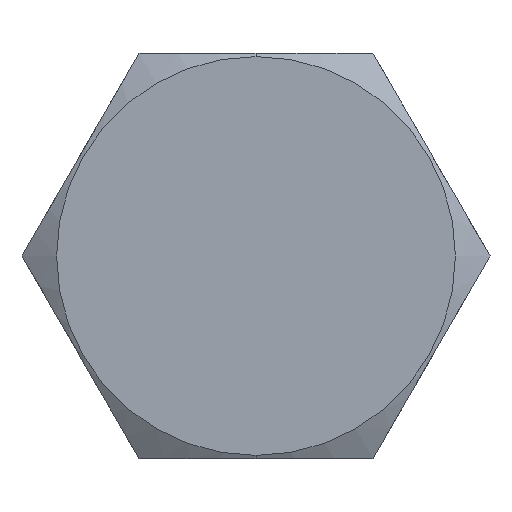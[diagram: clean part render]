
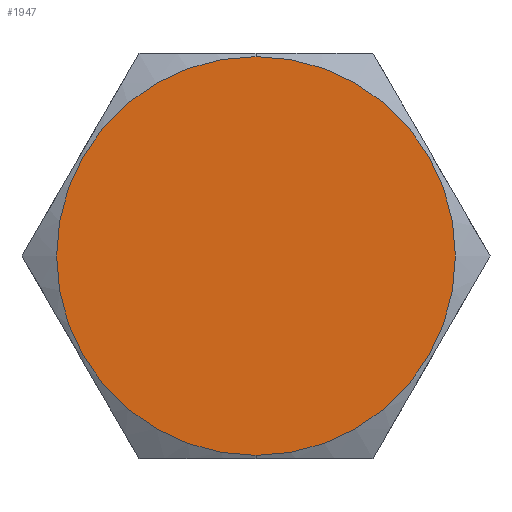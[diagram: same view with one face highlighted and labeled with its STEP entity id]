
A CAD part, left-side view. The second image highlights one B-rep face of the part: STEP entity #1947.
In plain terms, the highlighted planar face has unit normal (-1, 0, 0).
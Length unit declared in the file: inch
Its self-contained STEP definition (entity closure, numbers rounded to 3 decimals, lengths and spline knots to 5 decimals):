
#1102 = DIRECTION ( 'NONE',  ( -1., 0., 0. ) ) ;
#1139 = CARTESIAN_POINT ( 'NONE',  ( -0.625, 0., 0. ) ) ;
#1563 = PLANE ( 'NONE',  #3503 ) ;
#1692 = CARTESIAN_POINT ( 'NONE',  ( -0.625, 0., 0.615 ) ) ;
#1947 = ADVANCED_FACE ( 'NONE', ( #7558 ), #1563, .F. ) ;
#2717 = CIRCLE ( 'NONE', #6929, 0.615 ) ;
#3261 = CARTESIAN_POINT ( 'NONE',  ( -0.625, 0., 0. ) ) ;
#3453 = VERTEX_POINT ( 'NONE', #1692 ) ;
#3503 = AXIS2_PLACEMENT_3D ( 'NONE', #8298, #3938, #8383 ) ;
#3938 = DIRECTION ( 'NONE',  ( 1., 0., 0. ) ) ;
#5933 = EDGE_LOOP ( 'NONE', ( #7772, #6897 ) ) ;
#6275 = DIRECTION ( 'NONE',  ( -1., 0., 0. ) ) ;
#6380 = DIRECTION ( 'NONE',  ( 0., 0., 1. ) ) ;
#6440 = AXIS2_PLACEMENT_3D ( 'NONE', #3261, #6275, #8538 ) ;
#6897 = ORIENTED_EDGE ( 'NONE', *, *, #7357, .T. ) ;
#6929 = AXIS2_PLACEMENT_3D ( 'NONE', #1139, #1102, #6380 ) ;
#7357 = EDGE_CURVE ( 'NONE', #8655, #3453, #8558, .T. ) ;
#7434 = EDGE_CURVE ( 'NONE', #3453, #8655, #2717, .T. ) ;
#7558 = FACE_OUTER_BOUND ( 'NONE', #5933, .T. ) ;
#7772 = ORIENTED_EDGE ( 'NONE', *, *, #7434, .T. ) ;
#8298 = CARTESIAN_POINT ( 'NONE',  ( -0.625, 0., 0. ) ) ;
#8383 = DIRECTION ( 'NONE',  ( 0., 0., -1. ) ) ;
#8538 = DIRECTION ( 'NONE',  ( 0., 0., 1. ) ) ;
#8558 = CIRCLE ( 'NONE', #6440, 0.615 ) ;
#8655 = VERTEX_POINT ( 'NONE', #8888 ) ;
#8888 = CARTESIAN_POINT ( 'NONE',  ( -0.625, 0., -0.615 ) ) ;
